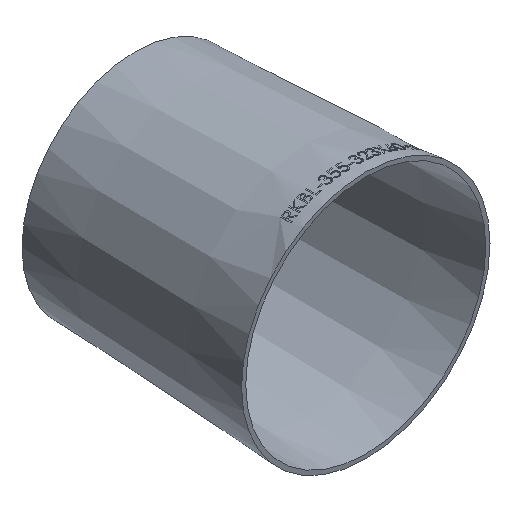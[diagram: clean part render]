
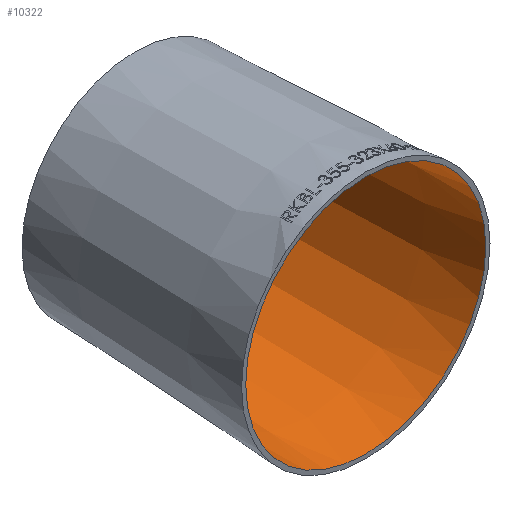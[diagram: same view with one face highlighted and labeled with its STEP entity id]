
A CAD part, isometric view. The second image highlights one B-rep face of the part: STEP entity #10322.
In plain terms, the highlighted conical face has half-angle 2.75 degrees and reference radius 171.793 mm.
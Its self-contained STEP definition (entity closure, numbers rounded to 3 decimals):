
#6524 = VERTEX_POINT ( 'NONE', #19905 ) ;
#8013 = AXIS2_PLACEMENT_3D ( 'NONE', #11775, #28069, #38189 ) ;
#8877 = CARTESIAN_POINT ( 'NONE',  ( 0., 0., 0. ) ) ;
#10322 = ADVANCED_FACE ( 'NONE', ( #31591, #17931 ), #31199, .F. ) ;
#11775 = CARTESIAN_POINT ( 'NONE',  ( 0., 0., 0. ) ) ;
#12634 = EDGE_LOOP ( 'NONE', ( #24643 ) ) ;
#17241 = DIRECTION ( 'NONE',  ( 0., -1., 0. ) ) ;
#17456 = DIRECTION ( 'NONE',  ( 0., 0., -1. ) ) ;
#17700 = CIRCLE ( 'NONE', #24032, 171.793 ) ;
#17931 = FACE_OUTER_BOUND ( 'NONE', #12634, .T. ) ;
#18976 = AXIS2_PLACEMENT_3D ( 'NONE', #27594, #17241, #17456 ) ;
#19530 = EDGE_LOOP ( 'NONE', ( #37049 ) ) ;
#19701 = EDGE_CURVE ( 'NONE', #6524, #6524, #17700, .T. ) ;
#19905 = CARTESIAN_POINT ( 'NONE',  ( 0., 0., -171.793 ) ) ;
#23231 = EDGE_CURVE ( 'NONE', #41025, #41025, #37279, .T. ) ;
#24032 = AXIS2_PLACEMENT_3D ( 'NONE', #8877, #29102, #29746 ) ;
#24643 = ORIENTED_EDGE ( 'NONE', *, *, #19701, .T. ) ;
#27594 = CARTESIAN_POINT ( 'NONE',  ( 0., 330., 0. ) ) ;
#28036 = CARTESIAN_POINT ( 'NONE',  ( 0., 330., -155.943 ) ) ;
#28069 = DIRECTION ( 'NONE',  ( 0., -1., 0. ) ) ;
#29102 = DIRECTION ( 'NONE',  ( 0., -1., 0. ) ) ;
#29746 = DIRECTION ( 'NONE',  ( 0., 0., -1. ) ) ;
#31199 = CONICAL_SURFACE ( 'NONE', #8013, 171.793, 0.048 ) ;
#31591 = FACE_BOUND ( 'NONE', #19530, .T. ) ;
#37049 = ORIENTED_EDGE ( 'NONE', *, *, #23231, .F. ) ;
#37279 = CIRCLE ( 'NONE', #18976, 155.943 ) ;
#38189 = DIRECTION ( 'NONE',  ( 0., 0., -1. ) ) ;
#41025 = VERTEX_POINT ( 'NONE', #28036 ) ;
